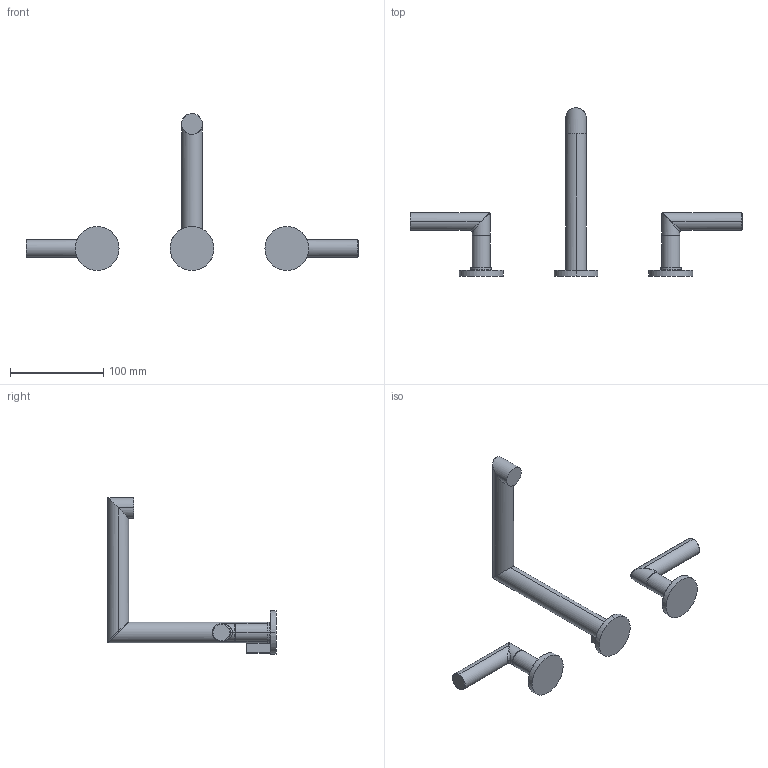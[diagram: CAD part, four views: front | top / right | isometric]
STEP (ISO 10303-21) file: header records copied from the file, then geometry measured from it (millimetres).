
FILE_DESCRIPTION((''),'2;1');
FILE_NAME('3120','2020-11-30T11:14:54',('jinson.thomas'),(''),'CREO PARAMETRIC BY PTC INC, 2018400','CREO PARAMETRIC BY PTC INC, 2018400','');
FILE_SCHEMA(('CONFIG_CONTROL_DESIGN'));
Length unit declared in the file: inch
Products named in the file (1): 3120
Bounding box: 355.6 x 180.06 x 167.96 mm (x, y, z)
Volume: 229350.8 mm3; surface area: 52522.3 mm2
Topology: 3 solids, 3 shells, 95 faces, 214 edges, 136 vertices
Faces by surface type: cylinder 44, plane 23, torus 12, bspline 8, extrusion 4, sphere 4
Entity records: 3461 total; most frequent: CARTESIAN_POINT 1286, DIRECTION 472, ORIENTED_EDGE 420, EDGE_CURVE 210, AXIS2_PLACEMENT_3D 207, VERTEX_POINT 136, CIRCLE 120, EDGE_LOOP 110
